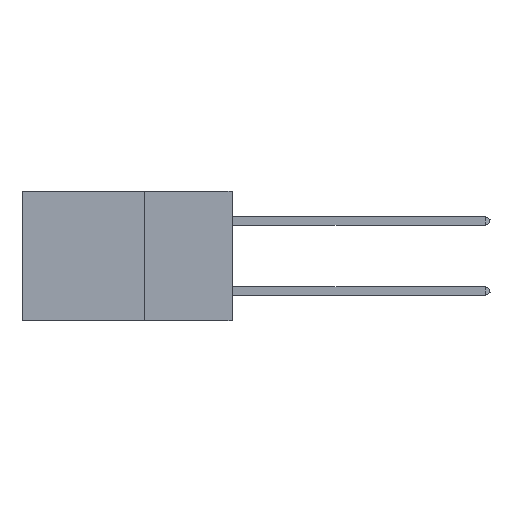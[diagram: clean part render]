
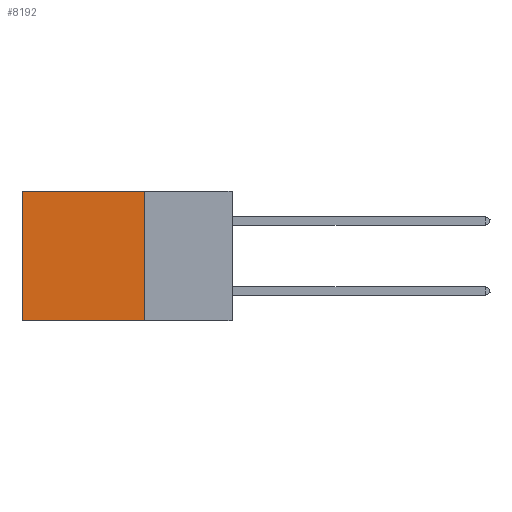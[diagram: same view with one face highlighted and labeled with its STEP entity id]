
A CAD part, left-side view. The second image highlights one B-rep face of the part: STEP entity #8192.
In plain terms, the highlighted planar face has unit normal (-1, 0, 0).
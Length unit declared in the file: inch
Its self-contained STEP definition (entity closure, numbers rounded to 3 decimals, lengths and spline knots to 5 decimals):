
#388 = ORIENTED_EDGE ( 'NONE', *, *, #3187, .T. ) ;
#1772 = DIRECTION ( 'NONE',  ( 1., 0., 0. ) ) ;
#2098 = EDGE_CURVE ( 'NONE', #45611, #25749, #42073, .T. ) ;
#3107 = EDGE_CURVE ( 'NONE', #45611, #45303, #3506, .T. ) ;
#3187 = EDGE_CURVE ( 'NONE', #25749, #6730, #41415, .T. ) ;
#3457 = ORIENTED_EDGE ( 'NONE', *, *, #8651, .F. ) ;
#3456 = DIRECTION ( 'NONE',  ( 0., 1., 0. ) ) ;
#3506 = LINE ( 'NONE', #31067, #42619 ) ;
#4708 = CARTESIAN_POINT ( 'NONE',  ( 0.2875, 0.6, -0.37 ) ) ;
#6730 = VERTEX_POINT ( 'NONE', #4708 ) ;
#8192 = ADVANCED_FACE ( 'NONE', ( #11031 ), #20294, .F. ) ;
#8651 = EDGE_CURVE ( 'NONE', #45303, #6730, #19840, .T. ) ;
#11031 = FACE_OUTER_BOUND ( 'NONE', #33451, .T. ) ;
#11498 = CARTESIAN_POINT ( 'NONE',  ( 0.2875, 0.25, -0.37 ) ) ;
#13340 = DIRECTION ( 'NONE',  ( 0., 0., -1. ) ) ;
#16431 = DIRECTION ( 'NONE',  ( 0., 1., 0. ) ) ;
#16811 = CARTESIAN_POINT ( 'NONE',  ( 0.2875, 0.25, 0. ) ) ;
#19840 = LINE ( 'NONE', #11498, #33504 ) ;
#20294 = PLANE ( 'NONE',  #42661 ) ;
#23479 = DIRECTION ( 'NONE',  ( 0., 0., -1. ) ) ;
#24858 = VECTOR ( 'NONE', #3456, 39.37008 ) ;
#25749 = VERTEX_POINT ( 'NONE', #34872 ) ;
#26797 = CARTESIAN_POINT ( 'NONE',  ( 0.2875, 0.25, 0. ) ) ;
#31067 = CARTESIAN_POINT ( 'NONE',  ( 0.2875, 0.25, 0. ) ) ;
#31315 = CARTESIAN_POINT ( 'NONE',  ( 0.2875, 0.25, 0. ) ) ;
#32158 = ORIENTED_EDGE ( 'NONE', *, *, #2098, .T. ) ;
#33451 = EDGE_LOOP ( 'NONE', ( #388, #3457, #38217, #32158 ) ) ;
#33504 = VECTOR ( 'NONE', #16431, 39.37008 ) ;
#34872 = CARTESIAN_POINT ( 'NONE',  ( 0.2875, 0.6, 0. ) ) ;
#38217 = ORIENTED_EDGE ( 'NONE', *, *, #3107, .F. ) ;
#39049 = VECTOR ( 'NONE', #13340, 39.37008 ) ;
#39535 = CARTESIAN_POINT ( 'NONE',  ( 0.2875, 0.6, 0. ) ) ;
#41295 = CARTESIAN_POINT ( 'NONE',  ( 0.2875, 0.25, -0.37 ) ) ;
#41415 = LINE ( 'NONE', #39535, #39049 ) ;
#42073 = LINE ( 'NONE', #26797, #24858 ) ;
#42619 = VECTOR ( 'NONE', #23479, 39.37008 ) ;
#42661 = AXIS2_PLACEMENT_3D ( 'NONE', #16811, #1772, #43326 ) ;
#43326 = DIRECTION ( 'NONE',  ( 0., 0., -1. ) ) ;
#45303 = VERTEX_POINT ( 'NONE', #41295 ) ;
#45611 = VERTEX_POINT ( 'NONE', #31315 ) ;
